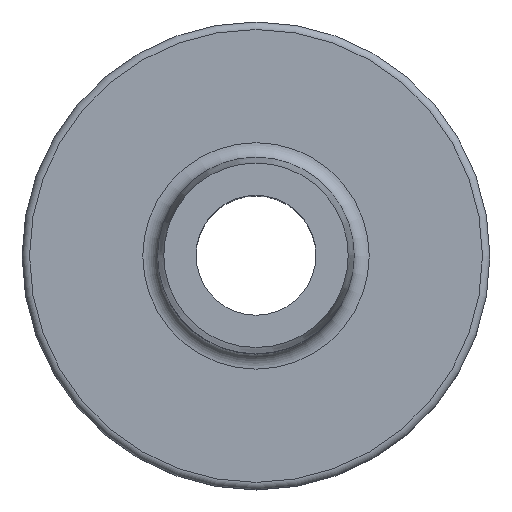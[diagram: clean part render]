
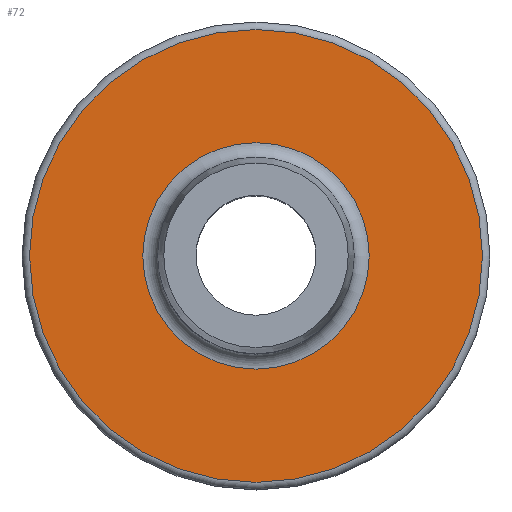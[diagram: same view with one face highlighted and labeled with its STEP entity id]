
A CAD part, top view. The second image highlights one B-rep face of the part: STEP entity #72.
In plain terms, the highlighted planar face has unit normal (0, 0, 1).
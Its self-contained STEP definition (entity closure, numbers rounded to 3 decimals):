
#57=PLANE('',#320);
#72=ADVANCED_FACE('',(#110,#111),#57,.T.);
#110=FACE_BOUND('',#156,.T.);
#111=FACE_BOUND('',#157,.T.);
#156=EDGE_LOOP('',(#202));
#157=EDGE_LOOP('',(#203));
#202=ORIENTED_EDGE('',*,*,#254,.T.);
#203=ORIENTED_EDGE('',*,*,#261,.T.);
#231=VERTEX_POINT('',#452);
#238=VERTEX_POINT('',#473);
#254=EDGE_CURVE('',#231,#231,#277,.T.);
#261=EDGE_CURVE('',#238,#238,#284,.T.);
#277=CIRCLE('',#305,7.55);
#284=CIRCLE('',#319,15.1);
#305=AXIS2_PLACEMENT_3D('',#451,#362,#363);
#319=AXIS2_PLACEMENT_3D('',#472,#390,#391);
#320=AXIS2_PLACEMENT_3D('',#474,#392,#393);
#362=DIRECTION('',(0.,0.,-1.));
#363=DIRECTION('',(1.,0.,0.));
#390=DIRECTION('',(0.,0.,1.));
#391=DIRECTION('',(1.,0.,0.));
#392=DIRECTION('',(0.,0.,1.));
#393=DIRECTION('',(1.,0.,0.));
#451=CARTESIAN_POINT('',(-121.,0.,0.3));
#452=CARTESIAN_POINT('',(-113.45,0.,0.3));
#472=CARTESIAN_POINT('',(-121.,0.,0.3));
#473=CARTESIAN_POINT('',(-105.9,0.,0.3));
#474=CARTESIAN_POINT('',(-121.,0.,0.3));
